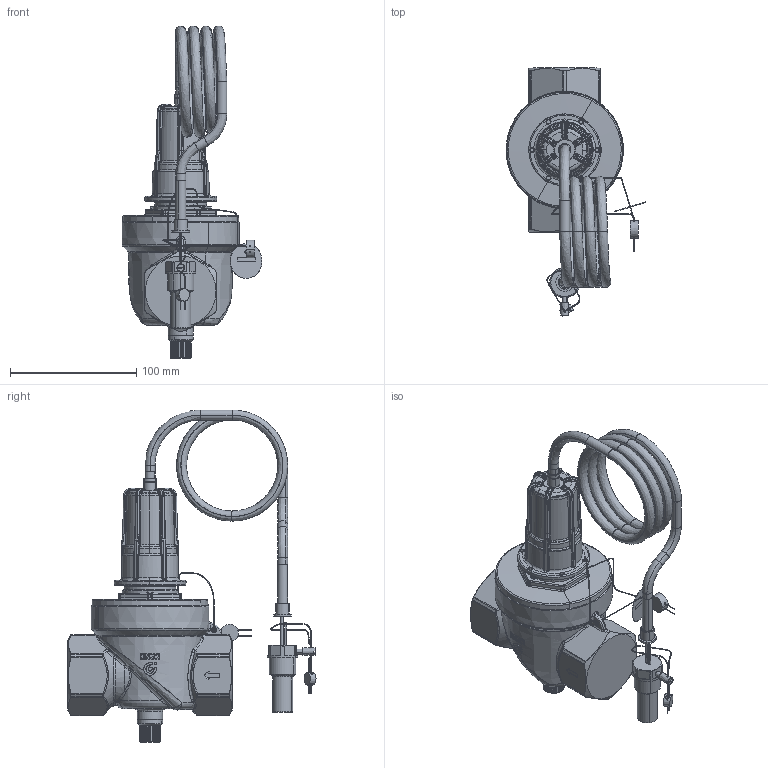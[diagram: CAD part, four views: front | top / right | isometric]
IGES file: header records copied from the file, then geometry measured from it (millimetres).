
Start section: START RECORD GO HERE.
Global section: file name: IGES_540070_-_TST.igs; native system: DASSAULT SYSTEMES CATIA Version 5-6 Release 2014 - www.3ds.com; preprocessor: V5-6R2014_5.24.5.0.02-24-2015.20.00; author: advantage; organization: CALEFFI; date: 20170328.080730; units: millimetre
Bounding box: 110.78 x 196.46 x 263 mm (x, y, z)
Surface area: 97113.2 mm2 (no closed solid volume)
Topology: 0 solids, 0 shells, 1621 faces, 7811 edges, 7772 vertices
Faces by surface type: revolution 840, bspline 520, plane 261
